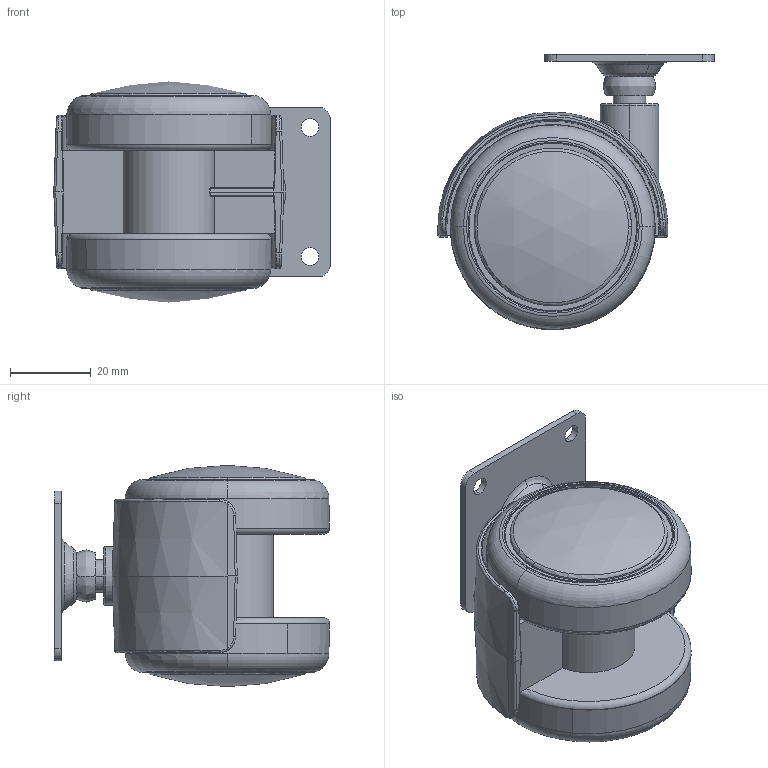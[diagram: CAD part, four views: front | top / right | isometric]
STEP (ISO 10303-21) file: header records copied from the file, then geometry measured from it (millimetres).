
FILE_DESCRIPTION(('STEP AP203'),'1');
FILE_NAME('f76_050_pl.stp','2022-11-18T11:01:13',('TraceParts'),('TraceParts S.A.'),'Spatial InterOp 3D',' ',' ');
FILE_SCHEMA(('CONFIG_CONTROL_DESIGN'));
Length unit declared in the file: millimetre
Products named in the file (1): 1
Bounding box: 68.5 x 68.2 x 54.8 mm (x, y, z)
Volume: 97686.8 mm3; surface area: 21052.6 mm2
Topology: 1 solids, 1 shells, 170 faces, 427 edges, 262 vertices
Faces by surface type: plane 42, cylinder 38, torus 36, bspline 30, cone 22, sphere 2
Entity records: 7510 total; most frequent: CARTESIAN_POINT 3442, DIRECTION 884, ORIENTED_EDGE 844, EDGE_CURVE 422, AXIS2_PLACEMENT_3D 379, VERTEX_POINT 262, CIRCLE 217, EDGE_LOOP 186
